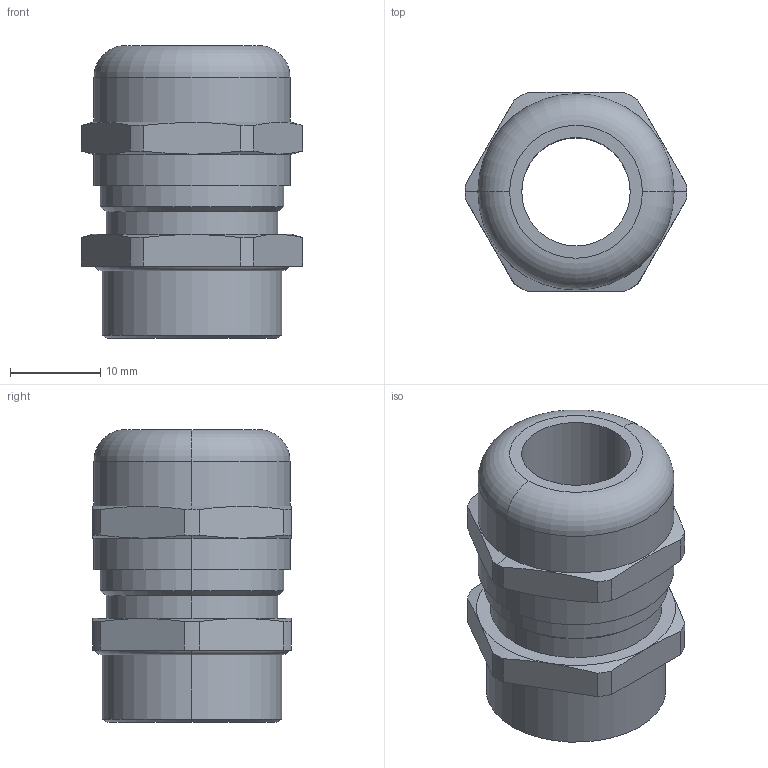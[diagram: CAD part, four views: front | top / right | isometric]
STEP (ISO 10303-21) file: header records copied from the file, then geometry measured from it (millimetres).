
FILE_DESCRIPTION(('SolidDesigner STEP Export'),'2;1');
FILE_NAME('1411163_G_INS_M20_S68N_NNES_S-select.stp','2014-04-17T12:47:00',(''),(''),'Creo Elements/Direct Modeling STEP processor for AP214 (Solid Model)','Creo Elements/Direct Modeling 18.1B 29-Sep-2012 (C) Parametric Technology GmbH','');
FILE_SCHEMA(('AUTOMOTIVE_DESIGN { 1 0 10303 214 1 1 1 1 }'));
Length unit declared in the file: millimetre
Products named in the file (2): 1411163_G_INS_M20_S68N_NNES_S-select
Assembly tree (1 placements, depth 2):
  1411163_G_INS_M20_S68N_NNES_S-select
    1411163_G_INS_M20_S68N_NNES_S-select
Bounding box: 24.5 x 22 x 32.39 mm (x, y, z)
Volume: 7631.8 mm3; surface area: 4073.8 mm2
Topology: 1 solids, 1 shells, 59 faces, 143 edges, 89 vertices
Faces by surface type: cylinder 24, plane 17, cone 14, torus 4
Entity records: 2681 total; most frequent: CARTESIAN_POINT 839, ORIENTED_EDGE 286, DIRECTION 274, EDGE_CURVE 143, AXIS2_PLACEMENT_3D 112, VERTEX_POINT 89, EDGE_LOOP 64, COLOUR_RGB 60
